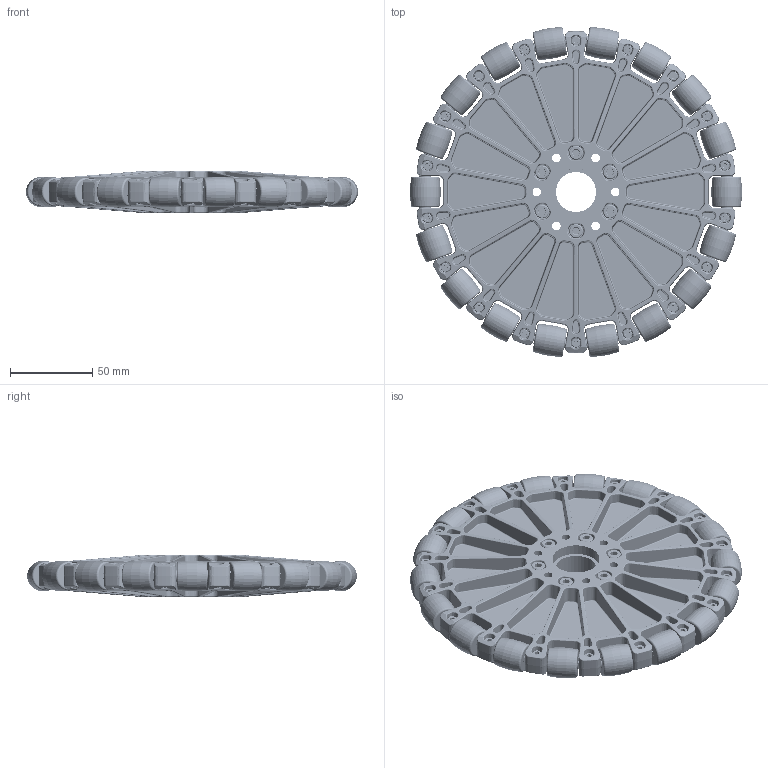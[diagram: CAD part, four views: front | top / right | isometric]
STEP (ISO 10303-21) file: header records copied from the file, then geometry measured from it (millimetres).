
FILE_DESCRIPTION (( 'STEP AP214' ), '1' );
FILE_NAME ('am-0048a 8 IN Plastic Omni Wheel.STEP', '2021-09-10T14:49:26', ( '' ), ( '' ), 'SwSTEP 2.0', 'SolidWorks 2021', '' );
FILE_SCHEMA (( 'AUTOMOTIVE_DESIGN' ));
Length unit declared in the file: inch
Products named in the file (10): M3 x 0.5 Nylock Nut; am-1021 M3-0.5 10mm Socket Head Cap Screw_95263A134; 8 Molded Trick Plate; am-0048a 8 IN Plastic Omni Wheel; 4in Crown Roller Rubber Omni; M5 Nylock Nut; Bushing Omni; SHCS M5 x 20mm; 4 Omni Roller Crowned Assembly; Axel Omni
Assembly tree (72 placements, depth 3):
  am-0048a 8 IN Plastic Omni Wheel
    8 Molded Trick Plate  x2
    am-1021 M3-0.5 10mm Socket Head Cap Screw_95263A134  x18
    M3 x 0.5 Nylock Nut  x18
    SHCS M5 x 20mm  x6
    M5 Nylock Nut  x6
    4 Omni Roller Crowned Assembly  x18
      4in Crown Roller Rubber Omni
      Bushing Omni
      Axel Omni
Bounding box: 201.82 x 200.44 x 25.4 mm (x, y, z)
Volume: 339888.9 mm3; surface area: 213579.9 mm2
Topology: 122 solids, 122 shells, 8186 faces, 20224 edges, 12424 vertices
Faces by surface type: cylinder 2686, torus 1462, cone 1392, plane 1386, bspline 1260
Entity records: 102251 total; most frequent: CARTESIAN_POINT 43612, ORIENTED_EDGE 12964, DIRECTION 11609, EDGE_CURVE 6482, AXIS2_PLACEMENT_3D 4925, VERTEX_POINT 3920, CIRCLE 2851, EDGE_LOOP 2716
